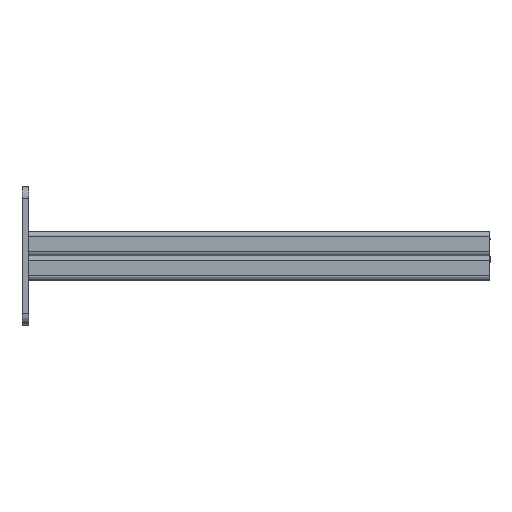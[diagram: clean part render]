
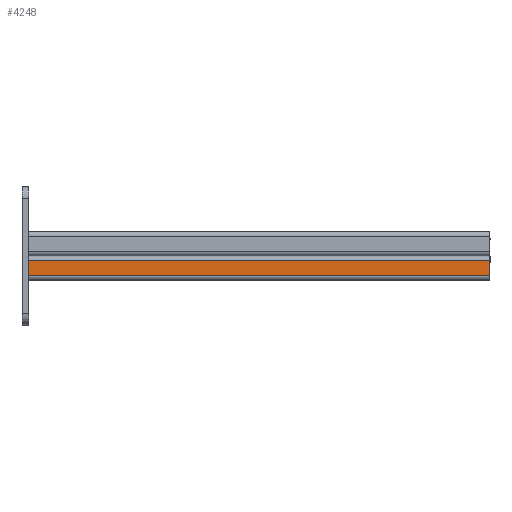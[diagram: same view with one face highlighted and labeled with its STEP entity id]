
A CAD part, front view. The second image highlights one B-rep face of the part: STEP entity #4248.
In plain terms, the highlighted face is planar.
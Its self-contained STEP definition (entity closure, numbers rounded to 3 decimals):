
#20 = CARTESIAN_POINT ( 'NONE',  ( -20.5, 3.75, -200. ) ) ;
#376 = DIRECTION ( 'NONE',  ( 0., 1., 0. ) ) ;
#1486 = LINE ( 'NONE', #9739, #12404 ) ;
#1934 = DIRECTION ( 'NONE',  ( 0., 0., 1. ) ) ;
#2659 = FACE_OUTER_BOUND ( 'NONE', #17945, .T. ) ;
#3309 = DIRECTION ( 'NONE',  ( 0., 0., -1. ) ) ;
#3599 = LINE ( 'NONE', #20775, #16832 ) ;
#4248 = ADVANCED_FACE ( 'NONE', ( #2659 ), #18473, .F. ) ;
#4317 = CARTESIAN_POINT ( 'NONE',  ( -20.5, 17.25, 0. ) ) ;
#5232 = CARTESIAN_POINT ( 'NONE',  ( -20.5, 3.75, -400. ) ) ;
#5397 = LINE ( 'NONE', #20, #8961 ) ;
#7809 = VECTOR ( 'NONE', #376, 1000. ) ;
#7901 = ORIENTED_EDGE ( 'NONE', *, *, #16451, .T. ) ;
#8961 = VECTOR ( 'NONE', #1934, 1000. ) ;
#9739 = CARTESIAN_POINT ( 'NONE',  ( -20.5, 0., -400. ) ) ;
#9863 = LINE ( 'NONE', #19310, #7809 ) ;
#9983 = AXIS2_PLACEMENT_3D ( 'NONE', #16381, #10814, #3309 ) ;
#10698 = EDGE_CURVE ( 'NONE', #21746, #14544, #5397, .T. ) ;
#10814 = DIRECTION ( 'NONE',  ( 1., 0., 0. ) ) ;
#12350 = VERTEX_POINT ( 'NONE', #19047 ) ;
#12404 = VECTOR ( 'NONE', #13654, 1000. ) ;
#12958 = EDGE_CURVE ( 'NONE', #21746, #12350, #1486, .T. ) ;
#13028 = DIRECTION ( 'NONE',  ( 0., 0., 1. ) ) ;
#13320 = CARTESIAN_POINT ( 'NONE',  ( -20.5, 3.75, 0. ) ) ;
#13654 = DIRECTION ( 'NONE',  ( 0., 1., 0. ) ) ;
#14512 = ORIENTED_EDGE ( 'NONE', *, *, #18171, .F. ) ;
#14544 = VERTEX_POINT ( 'NONE', #13320 ) ;
#15502 = ORIENTED_EDGE ( 'NONE', *, *, #12958, .F. ) ;
#16381 = CARTESIAN_POINT ( 'NONE',  ( -20.5, 0., -200. ) ) ;
#16451 = EDGE_CURVE ( 'NONE', #14544, #24119, #9863, .T. ) ;
#16832 = VECTOR ( 'NONE', #13028, 1000. ) ;
#17945 = EDGE_LOOP ( 'NONE', ( #7901, #14512, #15502, #18535 ) ) ;
#18171 = EDGE_CURVE ( 'NONE', #12350, #24119, #3599, .T. ) ;
#18473 = PLANE ( 'NONE',  #9983 ) ;
#18535 = ORIENTED_EDGE ( 'NONE', *, *, #10698, .T. ) ;
#19047 = CARTESIAN_POINT ( 'NONE',  ( -20.5, 17.25, -400. ) ) ;
#19310 = CARTESIAN_POINT ( 'NONE',  ( -20.5, 0., 0. ) ) ;
#20775 = CARTESIAN_POINT ( 'NONE',  ( -20.5, 17.25, -200. ) ) ;
#21746 = VERTEX_POINT ( 'NONE', #5232 ) ;
#24119 = VERTEX_POINT ( 'NONE', #4317 ) ;
